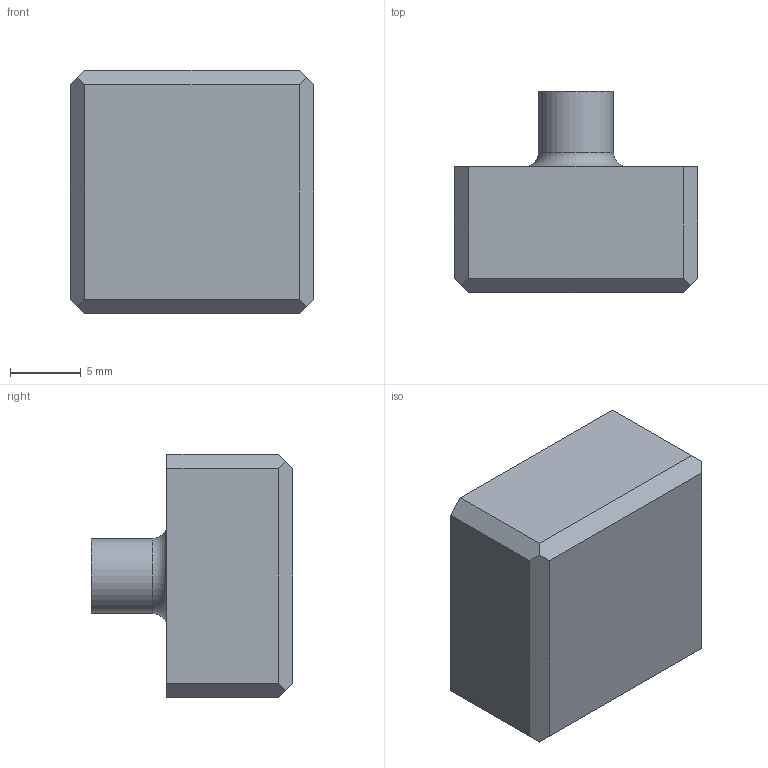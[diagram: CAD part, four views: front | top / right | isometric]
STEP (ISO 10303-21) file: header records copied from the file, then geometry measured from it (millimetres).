
FILE_DESCRIPTION(/* description */ (''),/* implementation_level */ '2;1');
FILE_NAME(/* name */ 'Keycap.step',/* time_stamp */ '2026-01-31T16:52:40-07:00',/* author */ (''),/* organization */ (''),/* preprocessor_version */ 'ST-DEVELOPER v20.1',/* originating_system */ 'Autodesk Translation Framework v14.21.0.0',/* authorisation */ '');
FILE_SCHEMA (('AUTOMOTIVE_DESIGN { 1 0 10303 214 3 1 1 }'));
Length unit declared in the file: millimetre
Products named in the file (1): FusionComponent
Bounding box: 17.2 x 14.25 x 17.2 mm (x, y, z)
Volume: 2653.4 mm3; surface area: 1307.6 mm2
Topology: 1 solids, 1 shells, 34 faces, 90 edges, 60 vertices
Faces by surface type: plane 28, cylinder 5, torus 1
Full cylindrical faces by diameter (mm): 5.309 x1
Entity records: 1087 total; most frequent: CARTESIAN_POINT 185, ORIENTED_EDGE 180, DIRECTION 173, EDGE_CURVE 90, LINE 77, VECTOR 77, VERTEX_POINT 60, AXIS2_PLACEMENT_3D 48
